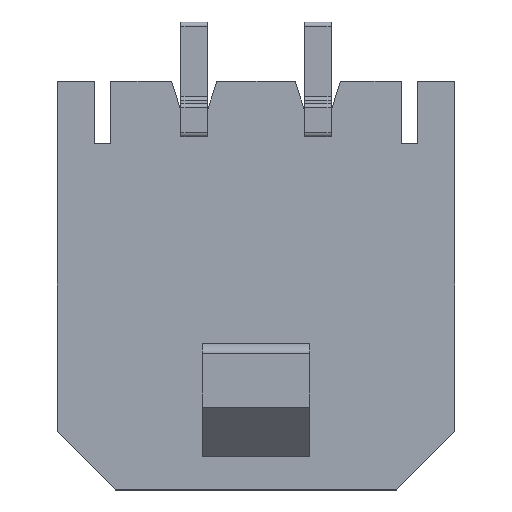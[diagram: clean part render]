
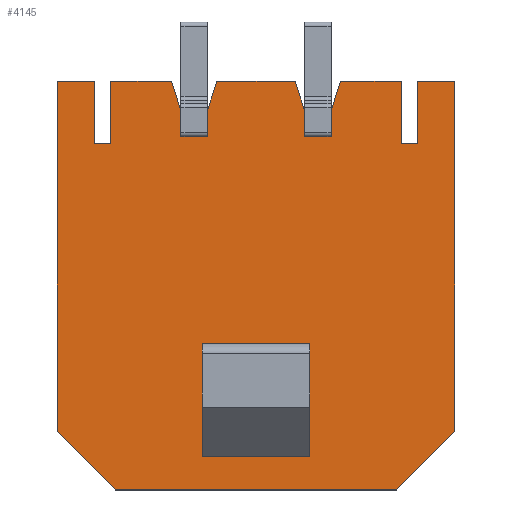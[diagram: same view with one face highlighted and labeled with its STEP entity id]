
A CAD part, top view. The second image highlights one B-rep face of the part: STEP entity #4145.
In plain terms, the highlighted planar face has unit normal (0, 0, 1).
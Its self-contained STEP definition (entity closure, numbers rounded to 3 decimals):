
#223=ORIENTED_EDGE('',*,*,#1454,.T.);
#224=ORIENTED_EDGE('',*,*,#1455,.T.);
#225=ORIENTED_EDGE('',*,*,#1456,.F.);
#226=ORIENTED_EDGE('',*,*,#1457,.F.);
#227=ORIENTED_EDGE('',*,*,#1458,.T.);
#228=ORIENTED_EDGE('',*,*,#1459,.T.);
#229=ORIENTED_EDGE('',*,*,#1446,.T.);
#230=ORIENTED_EDGE('',*,*,#1460,.T.);
#231=ORIENTED_EDGE('',*,*,#1461,.T.);
#232=ORIENTED_EDGE('',*,*,#1462,.T.);
#233=ORIENTED_EDGE('',*,*,#1463,.T.);
#234=ORIENTED_EDGE('',*,*,#1464,.T.);
#235=ORIENTED_EDGE('',*,*,#1465,.T.);
#236=ORIENTED_EDGE('',*,*,#1466,.F.);
#237=ORIENTED_EDGE('',*,*,#1467,.F.);
#238=ORIENTED_EDGE('',*,*,#1468,.F.);
#239=ORIENTED_EDGE('',*,*,#1469,.T.);
#240=ORIENTED_EDGE('',*,*,#1470,.F.);
#241=ORIENTED_EDGE('',*,*,#1471,.F.);
#242=ORIENTED_EDGE('',*,*,#1472,.F.);
#243=ORIENTED_EDGE('',*,*,#1473,.T.);
#244=ORIENTED_EDGE('',*,*,#1474,.T.);
#245=ORIENTED_EDGE('',*,*,#1475,.T.);
#246=ORIENTED_EDGE('',*,*,#1476,.T.);
#247=ORIENTED_EDGE('',*,*,#1477,.T.);
#248=ORIENTED_EDGE('',*,*,#1478,.T.);
#249=ORIENTED_EDGE('',*,*,#1452,.T.);
#250=ORIENTED_EDGE('',*,*,#1479,.T.);
#251=ORIENTED_EDGE('',*,*,#1480,.T.);
#252=ORIENTED_EDGE('',*,*,#1425,.T.);
#1425=EDGE_CURVE('',#2038,#2040,#2443,.T.);
#1446=EDGE_CURVE('',#2061,#2062,#2464,.T.);
#1452=EDGE_CURVE('',#2068,#2067,#2470,.T.);
#1454=EDGE_CURVE('',#2069,#2070,#2472,.T.);
#1455=EDGE_CURVE('',#2070,#2071,#2473,.T.);
#1456=EDGE_CURVE('',#2072,#2071,#2474,.T.);
#1457=EDGE_CURVE('',#2069,#2072,#2475,.T.);
#1458=EDGE_CURVE('',#2040,#2073,#2476,.T.);
#1459=EDGE_CURVE('',#2073,#2061,#2477,.T.);
#1460=EDGE_CURVE('',#2062,#2074,#2478,.T.);
#1461=EDGE_CURVE('',#2074,#2075,#2479,.T.);
#1462=EDGE_CURVE('',#2075,#2076,#2480,.T.);
#1463=EDGE_CURVE('',#2076,#2077,#2481,.T.);
#1464=EDGE_CURVE('',#2077,#2078,#2482,.T.);
#1465=EDGE_CURVE('',#2078,#2079,#2483,.T.);
#1466=EDGE_CURVE('',#2080,#2079,#2484,.T.);
#1467=EDGE_CURVE('',#2081,#2080,#2485,.T.);
#1468=EDGE_CURVE('',#2082,#2081,#2486,.T.);
#1469=EDGE_CURVE('',#2082,#2083,#2487,.T.);
#1470=EDGE_CURVE('',#2084,#2083,#2488,.T.);
#1471=EDGE_CURVE('',#2085,#2084,#2489,.T.);
#1472=EDGE_CURVE('',#2086,#2085,#2490,.T.);
#1473=EDGE_CURVE('',#2086,#2087,#2491,.T.);
#1474=EDGE_CURVE('',#2087,#2088,#2492,.T.);
#1475=EDGE_CURVE('',#2088,#2089,#2493,.T.);
#1476=EDGE_CURVE('',#2089,#2090,#2494,.T.);
#1477=EDGE_CURVE('',#2090,#2091,#2495,.T.);
#1478=EDGE_CURVE('',#2091,#2068,#2496,.T.);
#1479=EDGE_CURVE('',#2067,#2092,#2497,.T.);
#1480=EDGE_CURVE('',#2092,#2038,#2498,.T.);
#2038=VERTEX_POINT('',#5903);
#2040=VERTEX_POINT('',#5907);
#2061=VERTEX_POINT('',#5956);
#2062=VERTEX_POINT('',#5957);
#2067=VERTEX_POINT('',#5968);
#2068=VERTEX_POINT('',#5970);
#2069=VERTEX_POINT('',#5974);
#2070=VERTEX_POINT('',#5975);
#2071=VERTEX_POINT('',#5977);
#2072=VERTEX_POINT('',#5979);
#2073=VERTEX_POINT('',#5982);
#2074=VERTEX_POINT('',#5985);
#2075=VERTEX_POINT('',#5987);
#2076=VERTEX_POINT('',#5989);
#2077=VERTEX_POINT('',#5991);
#2078=VERTEX_POINT('',#5993);
#2079=VERTEX_POINT('',#5995);
#2080=VERTEX_POINT('',#5997);
#2081=VERTEX_POINT('',#5999);
#2082=VERTEX_POINT('',#6001);
#2083=VERTEX_POINT('',#6003);
#2084=VERTEX_POINT('',#6005);
#2085=VERTEX_POINT('',#6007);
#2086=VERTEX_POINT('',#6009);
#2087=VERTEX_POINT('',#6011);
#2088=VERTEX_POINT('',#6013);
#2089=VERTEX_POINT('',#6015);
#2090=VERTEX_POINT('',#6017);
#2091=VERTEX_POINT('',#6019);
#2092=VERTEX_POINT('',#6022);
#2443=LINE('',#5908,#2995);
#2464=LINE('',#5955,#3016);
#2470=LINE('',#5969,#3022);
#2472=LINE('',#5973,#3024);
#2473=LINE('',#5976,#3025);
#2474=LINE('',#5978,#3026);
#2475=LINE('',#5980,#3027);
#2476=LINE('',#5981,#3028);
#2477=LINE('',#5983,#3029);
#2478=LINE('',#5984,#3030);
#2479=LINE('',#5986,#3031);
#2480=LINE('',#5988,#3032);
#2481=LINE('',#5990,#3033);
#2482=LINE('',#5992,#3034);
#2483=LINE('',#5994,#3035);
#2484=LINE('',#5996,#3036);
#2485=LINE('',#5998,#3037);
#2486=LINE('',#6000,#3038);
#2487=LINE('',#6002,#3039);
#2488=LINE('',#6004,#3040);
#2489=LINE('',#6006,#3041);
#2490=LINE('',#6008,#3042);
#2491=LINE('',#6010,#3043);
#2492=LINE('',#6012,#3044);
#2493=LINE('',#6014,#3045);
#2494=LINE('',#6016,#3046);
#2495=LINE('',#6018,#3047);
#2496=LINE('',#6020,#3048);
#2497=LINE('',#6021,#3049);
#2498=LINE('',#6023,#3050);
#2995=VECTOR('',#4740,1000.);
#3016=VECTOR('',#4773,1000.);
#3022=VECTOR('',#4781,1000.);
#3024=VECTOR('',#4785,1000.);
#3025=VECTOR('',#4786,1000.);
#3026=VECTOR('',#4787,1000.);
#3027=VECTOR('',#4788,1000.);
#3028=VECTOR('',#4789,1000.);
#3029=VECTOR('',#4790,1000.);
#3030=VECTOR('',#4791,1000.);
#3031=VECTOR('',#4792,1000.);
#3032=VECTOR('',#4793,1000.);
#3033=VECTOR('',#4794,1000.);
#3034=VECTOR('',#4795,1000.);
#3035=VECTOR('',#4796,1000.);
#3036=VECTOR('',#4797,1000.);
#3037=VECTOR('',#4798,1000.);
#3038=VECTOR('',#4799,1000.);
#3039=VECTOR('',#4800,1000.);
#3040=VECTOR('',#4801,1000.);
#3041=VECTOR('',#4802,1000.);
#3042=VECTOR('',#4803,1000.);
#3043=VECTOR('',#4804,1000.);
#3044=VECTOR('',#4805,1000.);
#3045=VECTOR('',#4806,1000.);
#3046=VECTOR('',#4807,1000.);
#3047=VECTOR('',#4808,1000.);
#3048=VECTOR('',#4809,1000.);
#3049=VECTOR('',#4810,1000.);
#3050=VECTOR('',#4811,1000.);
#3510=EDGE_LOOP('',(#223,#224,#225,#226));
#3511=EDGE_LOOP('',(#227,#228,#229,#230,#231,#232,#233,#234,#235,#236,#237,
#238,#239,#240,#241,#242,#243,#244,#245,#246,#247,#248,#249,#250,#251,#252));
#3736=FACE_BOUND('',#3510,.T.);
#3737=FACE_BOUND('',#3511,.T.);
#3961=PLANE('',#4399);
#4145=ADVANCED_FACE('',(#3736,#3737),#3961,.T.);
#4399=AXIS2_PLACEMENT_3D('',#5972,#4783,#4784);
#4740=DIRECTION('',(-1.,0.,0.));
#4773=DIRECTION('',(-1.,0.,0.));
#4781=DIRECTION('',(-1.,0.,0.));
#4783=DIRECTION('',(0.,0.,1.));
#4784=DIRECTION('',(0.,-1.,0.));
#4785=DIRECTION('',(0.,-1.,0.));
#4786=DIRECTION('',(-1.,0.,0.));
#4787=DIRECTION('',(0.,-1.,0.));
#4788=DIRECTION('',(-1.,0.,0.));
#4789=DIRECTION('',(0.,1.,0.));
#4790=DIRECTION('',(-0.312,0.95,0.));
#4791=DIRECTION('',(-0.312,-0.95,0.));
#4792=DIRECTION('',(0.,-1.,0.));
#4793=DIRECTION('',(-1.,0.,0.));
#4794=DIRECTION('',(0.,1.,0.));
#4795=DIRECTION('',(-0.312,0.95,0.));
#4796=DIRECTION('',(-1.,0.,0.));
#4797=DIRECTION('',(0.,1.,0.));
#4798=DIRECTION('',(1.,0.,0.));
#4799=DIRECTION('',(0.,-1.,0.));
#4800=DIRECTION('',(-1.,0.,0.));
#4801=DIRECTION('',(0.,1.,0.));
#4802=DIRECTION('',(-0.707,0.707,0.));
#4803=DIRECTION('',(-1.,0.,0.));
#4804=DIRECTION('',(0.707,0.707,0.));
#4805=DIRECTION('',(0.,1.,0.));
#4806=DIRECTION('',(-1.,0.,0.));
#4807=DIRECTION('',(0.,-1.,0.));
#4808=DIRECTION('',(-1.,0.,0.));
#4809=DIRECTION('',(0.,1.,0.));
#4810=DIRECTION('',(-0.312,-0.95,0.));
#4811=DIRECTION('',(0.,-1.,0.));
#5903=CARTESIAN_POINT('',(1.82,3.61,2.185));
#5907=CARTESIAN_POINT('',(1.18,3.61,2.185));
#5908=CARTESIAN_POINT('',(1.82,3.61,2.185));
#5955=CARTESIAN_POINT('',(4.825,4.95,2.185));
#5956=CARTESIAN_POINT('',(0.95,4.95,2.185));
#5957=CARTESIAN_POINT('',(-0.95,4.95,2.185));
#5968=CARTESIAN_POINT('',(2.05,4.95,2.185));
#5969=CARTESIAN_POINT('',(4.825,4.95,2.185));
#5970=CARTESIAN_POINT('',(3.525,4.95,2.185));
#5972=CARTESIAN_POINT('',(4.825,-4.95,2.185));
#5973=CARTESIAN_POINT('',(1.3,-4.15,2.185));
#5974=CARTESIAN_POINT('',(1.3,-1.4,2.185));
#5975=CARTESIAN_POINT('',(1.3,-4.15,2.185));
#5976=CARTESIAN_POINT('',(1.3,-4.15,2.185));
#5977=CARTESIAN_POINT('',(-1.3,-4.15,2.185));
#5978=CARTESIAN_POINT('',(-1.3,-4.15,2.185));
#5979=CARTESIAN_POINT('',(-1.3,-1.4,2.185));
#5980=CARTESIAN_POINT('',(1.3,-1.4,2.185));
#5981=CARTESIAN_POINT('',(1.18,3.61,2.185));
#5982=CARTESIAN_POINT('',(1.18,4.25,2.185));
#5983=CARTESIAN_POINT('',(1.18,4.25,2.185));
#5984=CARTESIAN_POINT('',(-1.18,4.25,2.185));
#5985=CARTESIAN_POINT('',(-1.18,4.25,2.185));
#5986=CARTESIAN_POINT('',(-1.18,4.25,2.185));
#5987=CARTESIAN_POINT('',(-1.18,3.61,2.185));
#5988=CARTESIAN_POINT('',(-1.18,3.61,2.185));
#5989=CARTESIAN_POINT('',(-1.82,3.61,2.185));
#5990=CARTESIAN_POINT('',(-1.82,3.61,2.185));
#5991=CARTESIAN_POINT('',(-1.82,4.25,2.185));
#5992=CARTESIAN_POINT('',(-1.82,4.25,2.185));
#5993=CARTESIAN_POINT('',(-2.05,4.95,2.185));
#5994=CARTESIAN_POINT('',(4.825,4.95,2.185));
#5995=CARTESIAN_POINT('',(-3.525,4.95,2.185));
#5996=CARTESIAN_POINT('',(-3.525,3.45,2.185));
#5997=CARTESIAN_POINT('',(-3.525,3.45,2.185));
#5998=CARTESIAN_POINT('',(-3.925,3.45,2.185));
#5999=CARTESIAN_POINT('',(-3.925,3.45,2.185));
#6000=CARTESIAN_POINT('',(-3.925,4.95,2.185));
#6001=CARTESIAN_POINT('',(-3.925,4.95,2.185));
#6002=CARTESIAN_POINT('',(4.825,4.95,2.185));
#6003=CARTESIAN_POINT('',(-4.825,4.95,2.185));
#6004=CARTESIAN_POINT('',(-4.825,-4.95,2.185));
#6005=CARTESIAN_POINT('',(-4.825,-3.536,2.185));
#6006=CARTESIAN_POINT('',(-3.411,-4.95,2.185));
#6007=CARTESIAN_POINT('',(-3.411,-4.95,2.185));
#6008=CARTESIAN_POINT('',(4.825,-4.95,2.185));
#6009=CARTESIAN_POINT('',(3.411,-4.95,2.185));
#6010=CARTESIAN_POINT('',(3.411,-4.95,2.185));
#6011=CARTESIAN_POINT('',(4.825,-3.536,2.185));
#6012=CARTESIAN_POINT('',(4.825,-4.95,2.185));
#6013=CARTESIAN_POINT('',(4.825,4.95,2.185));
#6014=CARTESIAN_POINT('',(4.825,4.95,2.185));
#6015=CARTESIAN_POINT('',(3.925,4.95,2.185));
#6016=CARTESIAN_POINT('',(3.925,4.95,2.185));
#6017=CARTESIAN_POINT('',(3.925,3.45,2.185));
#6018=CARTESIAN_POINT('',(3.925,3.45,2.185));
#6019=CARTESIAN_POINT('',(3.525,3.45,2.185));
#6020=CARTESIAN_POINT('',(3.525,3.45,2.185));
#6021=CARTESIAN_POINT('',(1.82,4.25,2.185));
#6022=CARTESIAN_POINT('',(1.82,4.25,2.185));
#6023=CARTESIAN_POINT('',(1.82,4.25,2.185));
